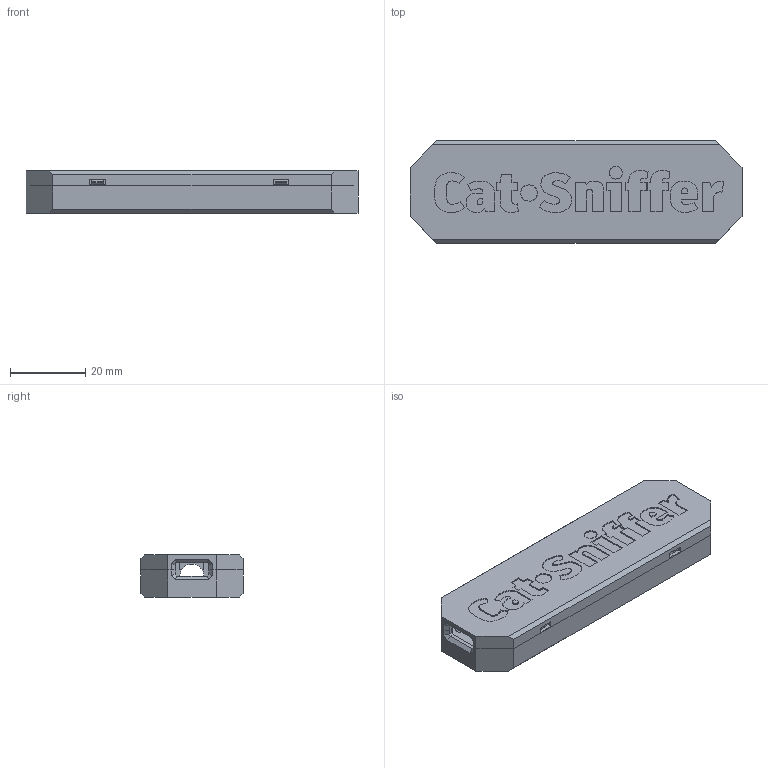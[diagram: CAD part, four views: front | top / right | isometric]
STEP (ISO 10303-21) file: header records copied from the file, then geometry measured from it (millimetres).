
FILE_DESCRIPTION(/* description */ (''),/* implementation_level */ '2;1');
FILE_NAME(/* name */ 'catsniffer case.step',/* time_stamp */ '2021-08-16T14:35:37-04:00',/* author */ (''),/* organization */ (''),/* preprocessor_version */ 'ST-DEVELOPER v18.1',/* originating_system */ 'Autodesk Translation Framework v10.9.0.1377',/* authorisation */ '');
FILE_SCHEMA (('AUTOMOTIVE_DESIGN { 1 0 10303 214 3 1 1 }'));
Length unit declared in the file: millimetre
Products named in the file (1): catsniffer case
Bounding box: 88.2 x 27.2 x 11.25 mm (x, y, z)
Volume: 9924.8 mm3; surface area: 13943.3 mm2
Topology: 2 solids, 2 shells, 373 faces, 1003 edges, 660 vertices
Faces by surface type: plane 229, bspline 126, cylinder 10, cone 8
Full cylindrical faces by diameter (mm): 1.575 x4, 2.575 x4
Entity records: 12725 total; most frequent: CARTESIAN_POINT 4179, ORIENTED_EDGE 2006, DIRECTION 1275, EDGE_CURVE 1003, LINE 723, VECTOR 723, VERTEX_POINT 660, EDGE_LOOP 407
